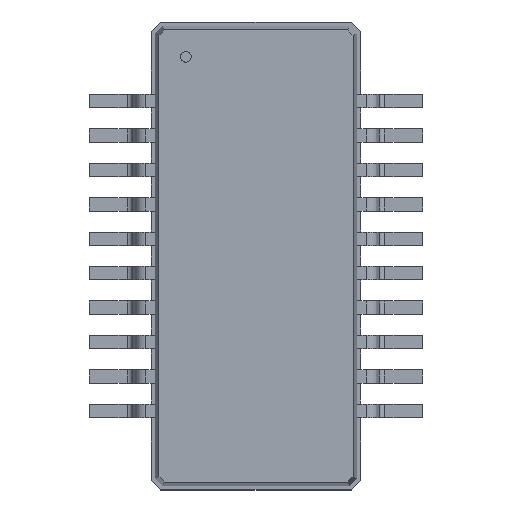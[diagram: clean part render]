
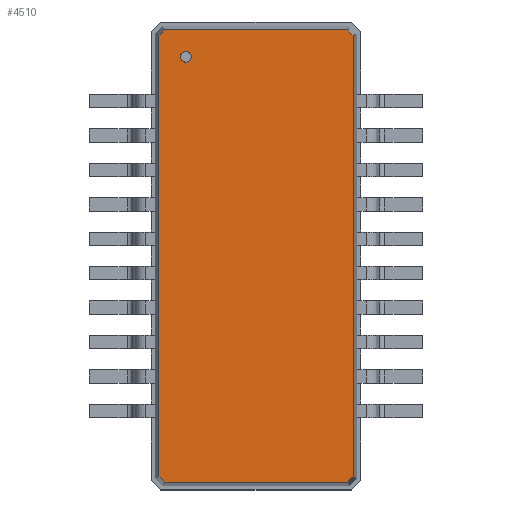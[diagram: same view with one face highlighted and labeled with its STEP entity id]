
A CAD part, top view. The second image highlights one B-rep face of the part: STEP entity #4510.
In plain terms, the highlighted planar face has unit normal (0, 0, 1).
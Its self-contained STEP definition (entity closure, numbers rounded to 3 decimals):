
#27=VECTOR('',#28,1.);
#28=DIRECTION('',(1.,0.,0.));
#51=VECTOR('',#52,1.);
#52=DIRECTION('',(0.707,-0.707,0.));
#58=VECTOR('',#59,1.);
#59=DIRECTION('',(0.,-1.,0.));
#65=VECTOR('',#66,1.);
#66=DIRECTION('',(-0.707,-0.707,0.));
#72=VECTOR('',#73,1.);
#73=DIRECTION('',(-1.,0.,0.));
#79=VECTOR('',#80,1.);
#80=DIRECTION('',(-0.707,0.707,0.));
#86=VECTOR('',#87,1.);
#87=DIRECTION('',(0.,1.,0.));
#91=VECTOR('',#92,1.);
#92=DIRECTION('',(0.707,0.707,0.));
#1322=DIRECTION('',(0.,0.,-1.));
#1405=VERTEX_POINT('',#1406);
#1406=CARTESIAN_POINT('',(-1.804,4.102,1.1));
#1409=EDGE_CURVE('',#1410,#1405,#1412,.T.);
#1410=VERTEX_POINT('',#1411);
#1411=CARTESIAN_POINT('',(-1.804,-4.102,1.1));
#1412=LINE('',#1411,#86);
#1423=VERTEX_POINT('',#1424);
#1424=CARTESIAN_POINT('',(-1.702,4.204,1.1));
#1427=EDGE_CURVE('',#1405,#1423,#1428,.T.);
#1428=LINE('',#1406,#91);
#1437=VERTEX_POINT('',#1438);
#1438=CARTESIAN_POINT('',(1.702,4.204,1.1));
#1441=EDGE_CURVE('',#1423,#1437,#1442,.T.);
#1442=LINE('',#1424,#27);
#1451=VERTEX_POINT('',#1452);
#1452=CARTESIAN_POINT('',(1.804,4.102,1.1));
#1455=EDGE_CURVE('',#1437,#1451,#1456,.T.);
#1456=LINE('',#1438,#51);
#1545=VERTEX_POINT('',#1546);
#1546=CARTESIAN_POINT('',(1.804,-4.102,1.1));
#1549=EDGE_CURVE('',#1451,#1545,#1550,.T.);
#1550=LINE('',#1452,#58);
#4510=ADVANCED_FACE('',(#4511,#4531),#4541,.F.);
#4511=FACE_BOUND('',#4512,.F.);
#4512=EDGE_LOOP('',(#4513,#4514,#4515,#4516,#4521,#4526,#4529,#4530));
#4513=ORIENTED_EDGE('',*,*,#1441,.T.);
#4514=ORIENTED_EDGE('',*,*,#1455,.T.);
#4515=ORIENTED_EDGE('',*,*,#1549,.T.);
#4516=ORIENTED_EDGE('',*,*,#4517,.T.);
#4517=EDGE_CURVE('',#1545,#4518,#4520,.T.);
#4518=VERTEX_POINT('',#4519);
#4519=CARTESIAN_POINT('',(1.702,-4.204,1.1));
#4520=LINE('',#1546,#65);
#4521=ORIENTED_EDGE('',*,*,#4522,.T.);
#4522=EDGE_CURVE('',#4518,#4523,#4525,.T.);
#4523=VERTEX_POINT('',#4524);
#4524=CARTESIAN_POINT('',(-1.702,-4.204,1.1));
#4525=LINE('',#4519,#72);
#4526=ORIENTED_EDGE('',*,*,#4527,.T.);
#4527=EDGE_CURVE('',#4523,#1410,#4528,.T.);
#4528=LINE('',#4524,#79);
#4529=ORIENTED_EDGE('',*,*,#1409,.T.);
#4530=ORIENTED_EDGE('',*,*,#1427,.T.);
#4531=FACE_BOUND('',#4532,.F.);
#4532=EDGE_LOOP('',(#4533));
#4533=ORIENTED_EDGE('',*,*,#4534,.F.);
#4534=EDGE_CURVE('',#4535,#4535,#4537,.T.);
#4535=VERTEX_POINT('',#4536);
#4536=CARTESIAN_POINT('',(-1.304,3.604,1.1));
#4537=CIRCLE('',#4538,0.1);
#4538=AXIS2_PLACEMENT_3D('',#4539,#4540,#59);
#4539=CARTESIAN_POINT('',(-1.304,3.704,1.1));
#4540=DIRECTION('',(0.,-0.,-1.));
#4541=PLANE('',#4542);
#4542=AXIS2_PLACEMENT_3D('',#1424,#1322,#4543);
#4543=DIRECTION('',(0.375,-0.927,0.));
